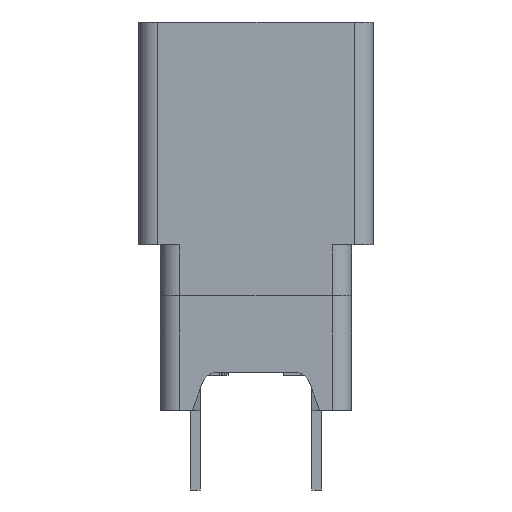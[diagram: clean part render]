
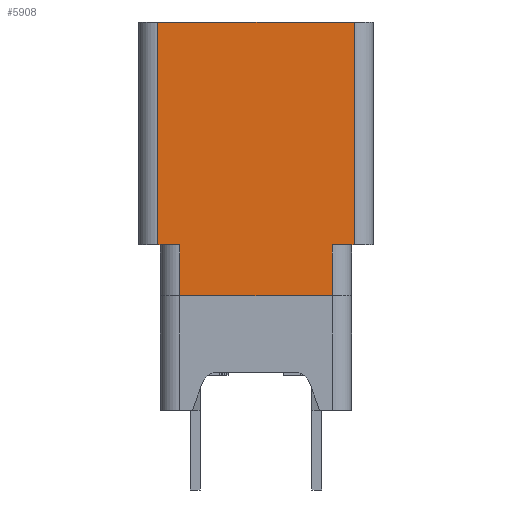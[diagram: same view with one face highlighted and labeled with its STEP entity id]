
A CAD part, left-side view. The second image highlights one B-rep face of the part: STEP entity #5908.
In plain terms, the highlighted planar face has unit normal (-1, 0, 0).
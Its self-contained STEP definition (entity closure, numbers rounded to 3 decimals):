
#432=FACE_OUTER_BOUND('',#760,.T.);
#760=EDGE_LOOP('',(#3980,#3981,#3982,#3983,#3984,#3985,#3986,#3987));
#1139=LINE('',#8229,#1876);
#1140=LINE('',#8231,#1877);
#1141=LINE('',#8233,#1878);
#1142=LINE('',#8235,#1879);
#1143=LINE('',#8237,#1880);
#1144=LINE('',#8239,#1881);
#1145=LINE('',#8241,#1882);
#1146=LINE('',#8242,#1883);
#1876=VECTOR('',#6666,0.864);
#1877=VECTOR('',#6667,8.89);
#1878=VECTOR('',#6668,7.823);
#1879=VECTOR('',#6669,8.89);
#1880=VECTOR('',#6670,0.864);
#1881=VECTOR('',#6671,2.032);
#1882=VECTOR('',#6672,6.096);
#1883=VECTOR('',#6673,2.032);
#2613=VERTEX_POINT('',#8227);
#2614=VERTEX_POINT('',#8228);
#2615=VERTEX_POINT('',#8230);
#2616=VERTEX_POINT('',#8232);
#2617=VERTEX_POINT('',#8234);
#2618=VERTEX_POINT('',#8236);
#2619=VERTEX_POINT('',#8238);
#2620=VERTEX_POINT('',#8240);
#3159=EDGE_CURVE('',#2613,#2614,#1139,.T.);
#3160=EDGE_CURVE('',#2614,#2615,#1140,.T.);
#3161=EDGE_CURVE('',#2616,#2615,#1141,.T.);
#3162=EDGE_CURVE('',#2616,#2617,#1142,.T.);
#3163=EDGE_CURVE('',#2617,#2618,#1143,.T.);
#3164=EDGE_CURVE('',#2618,#2619,#1144,.T.);
#3165=EDGE_CURVE('',#2620,#2619,#1145,.T.);
#3166=EDGE_CURVE('',#2613,#2620,#1146,.T.);
#3980=ORIENTED_EDGE('',*,*,#3159,.T.);
#3981=ORIENTED_EDGE('',*,*,#3160,.T.);
#3982=ORIENTED_EDGE('',*,*,#3161,.F.);
#3983=ORIENTED_EDGE('',*,*,#3162,.T.);
#3984=ORIENTED_EDGE('',*,*,#3163,.T.);
#3985=ORIENTED_EDGE('',*,*,#3164,.T.);
#3986=ORIENTED_EDGE('',*,*,#3165,.F.);
#3987=ORIENTED_EDGE('',*,*,#3166,.F.);
#5622=PLANE('',#6250);
#5908=ADVANCED_FACE('',(#432),#5622,.F.);
#6250=AXIS2_PLACEMENT_3D('',#8226,#6664,#6665);
#6664=DIRECTION('center_axis',(1.,0.,0.));
#6665=DIRECTION('ref_axis',(0.,-1.,0.));
#6666=DIRECTION('',(0.,-1.,0.));
#6667=DIRECTION('',(0.,0.,1.));
#6668=DIRECTION('',(0.,-1.,0.));
#6669=DIRECTION('',(0.,0.,-1.));
#6670=DIRECTION('',(0.,-1.,0.));
#6671=DIRECTION('',(0.,0.,-1.));
#6672=DIRECTION('',(0.,1.,0.));
#6673=DIRECTION('',(0.,0.,-1.));
#8226=CARTESIAN_POINT('Origin',(-18.542,0.,15.494));
#8227=CARTESIAN_POINT('',(-18.542,-3.048,6.604));
#8228=CARTESIAN_POINT('',(-18.542,-3.912,6.604));
#8229=CARTESIAN_POINT('',(-18.542,-3.048,6.604));
#8230=CARTESIAN_POINT('',(-18.542,-3.912,15.494));
#8231=CARTESIAN_POINT('',(-18.542,-3.912,6.604));
#8232=CARTESIAN_POINT('',(-18.542,3.912,15.494));
#8233=CARTESIAN_POINT('',(-18.542,3.912,15.494));
#8234=CARTESIAN_POINT('',(-18.542,3.912,6.604));
#8235=CARTESIAN_POINT('',(-18.542,3.912,15.494));
#8236=CARTESIAN_POINT('',(-18.542,3.048,6.604));
#8237=CARTESIAN_POINT('',(-18.542,3.912,6.604));
#8238=CARTESIAN_POINT('',(-18.542,3.048,4.572));
#8239=CARTESIAN_POINT('',(-18.542,3.048,6.604));
#8240=CARTESIAN_POINT('',(-18.542,-3.048,4.572));
#8241=CARTESIAN_POINT('',(-18.542,-3.048,4.572));
#8242=CARTESIAN_POINT('',(-18.542,-3.048,6.604));
